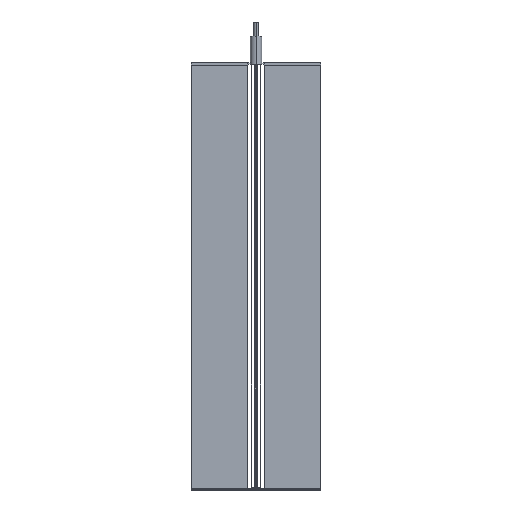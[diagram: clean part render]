
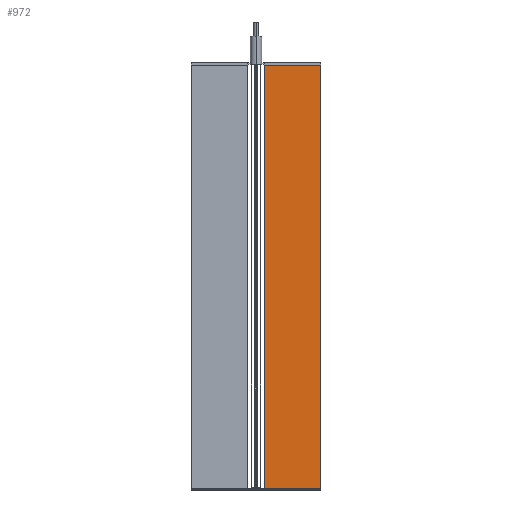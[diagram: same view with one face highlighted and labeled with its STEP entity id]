
A CAD part, top view. The second image highlights one B-rep face of the part: STEP entity #972.
In plain terms, the highlighted planar face has unit normal (0, 0, 1).
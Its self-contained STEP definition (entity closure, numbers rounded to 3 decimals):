
#1 = EDGE_CURVE ( 'NONE', #977, #436, #635, .T. ) ;
#129 = DIRECTION ( 'NONE',  ( -1., 0., 0. ) ) ;
#296 = CARTESIAN_POINT ( 'NONE',  ( 45.99, -320.477, 0.502 ) ) ;
#327 = VERTEX_POINT ( 'NONE', #1620 ) ;
#436 = VERTEX_POINT ( 'NONE', #664 ) ;
#438 = FACE_OUTER_BOUND ( 'NONE', #1106, .T. ) ;
#457 = LINE ( 'NONE', #1670, #469 ) ;
#469 = VECTOR ( 'NONE', #1819, 1000. ) ;
#485 = LINE ( 'NONE', #1186, #2122 ) ;
#533 = ORIENTED_EDGE ( 'NONE', *, *, #1923, .T. ) ;
#566 = PLANE ( 'NONE',  #1074 ) ;
#600 = LINE ( 'NONE', #296, #1990 ) ;
#635 = LINE ( 'NONE', #1165, #1556 ) ;
#664 = CARTESIAN_POINT ( 'NONE',  ( 5.99, -20.477, 0.502 ) ) ;
#908 = ORIENTED_EDGE ( 'NONE', *, *, #1, .F. ) ;
#972 = ADVANCED_FACE ( 'NONE', ( #438 ), #566, .F. ) ;
#977 = VERTEX_POINT ( 'NONE', #1965 ) ;
#1038 = DIRECTION ( 'NONE',  ( 0., 1., 0. ) ) ;
#1074 = AXIS2_PLACEMENT_3D ( 'NONE', #1266, #1452, #2138 ) ;
#1106 = EDGE_LOOP ( 'NONE', ( #1882, #908, #2155, #533 ) ) ;
#1165 = CARTESIAN_POINT ( 'NONE',  ( 5.99, -320.477, 0.502 ) ) ;
#1186 = CARTESIAN_POINT ( 'NONE',  ( 45.99, -320.477, 0.502 ) ) ;
#1266 = CARTESIAN_POINT ( 'NONE',  ( 45.99, -320.477, 0.502 ) ) ;
#1323 = EDGE_CURVE ( 'NONE', #1506, #436, #457, .T. ) ;
#1452 = DIRECTION ( 'NONE',  ( 0., 0., -1. ) ) ;
#1506 = VERTEX_POINT ( 'NONE', #1614 ) ;
#1556 = VECTOR ( 'NONE', #2030, 1000. ) ;
#1614 = CARTESIAN_POINT ( 'NONE',  ( 45.99, -20.477, 0.502 ) ) ;
#1620 = CARTESIAN_POINT ( 'NONE',  ( 45.99, -320.477, 0.502 ) ) ;
#1670 = CARTESIAN_POINT ( 'NONE',  ( 45.99, -20.477, 0.502 ) ) ;
#1672 = EDGE_CURVE ( 'NONE', #327, #977, #600, .T. ) ;
#1819 = DIRECTION ( 'NONE',  ( -1., 0., 0. ) ) ;
#1882 = ORIENTED_EDGE ( 'NONE', *, *, #1323, .T. ) ;
#1923 = EDGE_CURVE ( 'NONE', #327, #1506, #485, .T. ) ;
#1965 = CARTESIAN_POINT ( 'NONE',  ( 5.99, -320.477, 0.502 ) ) ;
#1990 = VECTOR ( 'NONE', #129, 1000. ) ;
#2030 = DIRECTION ( 'NONE',  ( 0., 1., 0. ) ) ;
#2122 = VECTOR ( 'NONE', #1038, 1000. ) ;
#2138 = DIRECTION ( 'NONE',  ( -1., 0., 0. ) ) ;
#2155 = ORIENTED_EDGE ( 'NONE', *, *, #1672, .F. ) ;
